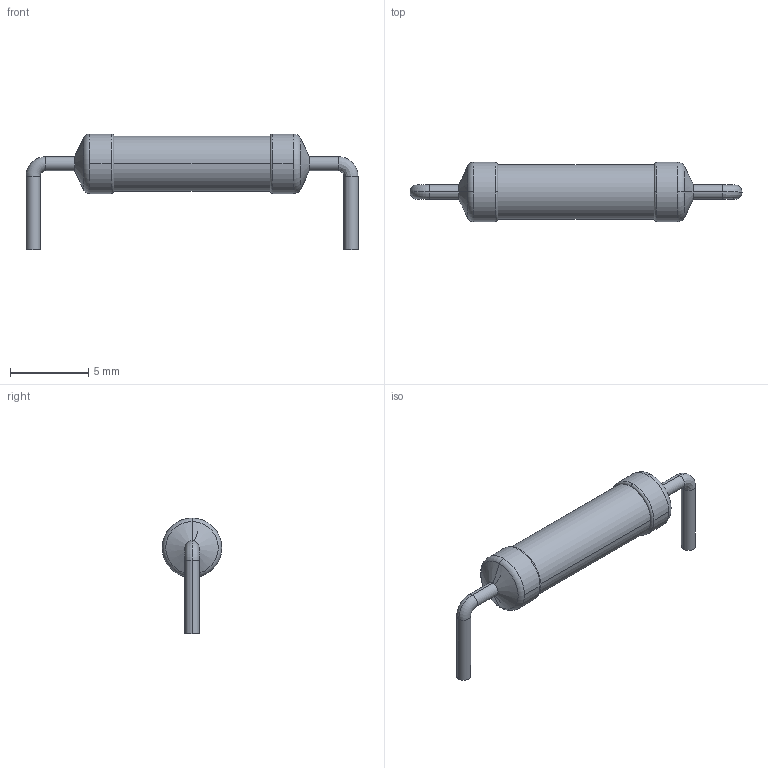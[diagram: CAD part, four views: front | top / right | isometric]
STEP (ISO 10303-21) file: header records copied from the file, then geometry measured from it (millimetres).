
FILE_DESCRIPTION((''),'2;1');
FILE_NAME('RES2032-1400X350.stp','2011-11-18T09:23:27',(''),(''),'Mechanical Desktop 2011','Mechanical Desktop 2011',', , ');
FILE_SCHEMA(('AUTOMOTIVE_DESIGN { 1 2 10303 214 1 1 1 1 }'));
Length unit declared in the file: millimetre
Products named in the file (1): Product
Bounding box: 21.22 x 3.8 x 7.4 mm (x, y, z)
Volume: 153.6 mm3; surface area: 263.8 mm2
Topology: 5 solids, 5 shells, 38 faces, 82 edges, 51 vertices
Faces by surface type: cylinder 10, torus 10, bspline 10, plane 6, cone 2
Entity records: 1244 total; most frequent: CARTESIAN_POINT 363, DIRECTION 195, ORIENTED_EDGE 154, AXIS2_PLACEMENT_3D 88, EDGE_CURVE 77, CIRCLE 59, VERTEX_POINT 49, EDGE_LOOP 38
